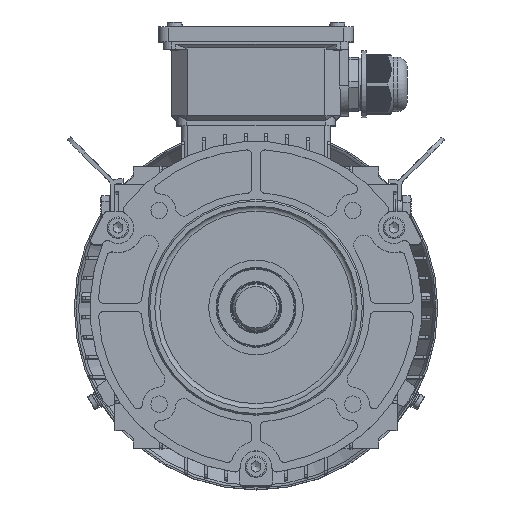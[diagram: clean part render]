
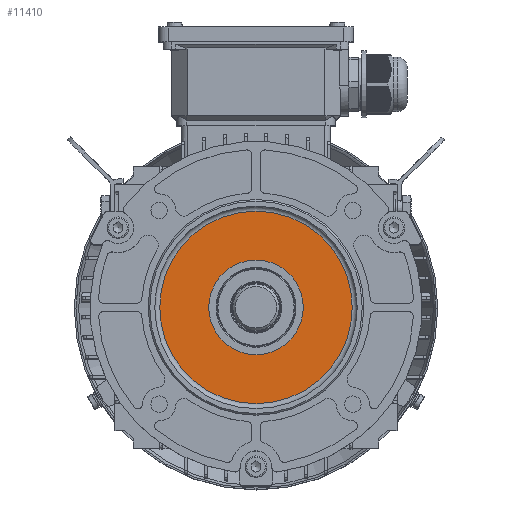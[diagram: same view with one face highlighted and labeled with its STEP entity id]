
A CAD part, top view. The second image highlights one B-rep face of the part: STEP entity #11410.
In plain terms, the highlighted planar face has unit normal (0, 0, 1).
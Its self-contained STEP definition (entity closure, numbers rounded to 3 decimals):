
#11410=ADVANCED_FACE('',(#20014,#20015),#14390,.F.);
#14390=PLANE('',#91071);
#18377=CIRCLE('',#91068,58.);
#18378=CIRCLE('',#91070,28.5);
#20014=FACE_BOUND('',#24233,.T.);
#20015=FACE_BOUND('',#24234,.T.);
#24233=EDGE_LOOP('',(#42655));
#24234=EDGE_LOOP('',(#42656));
#42655=ORIENTED_EDGE('',*,*,#67067,.F.);
#42656=ORIENTED_EDGE('',*,*,#67066,.T.);
#56080=VERTEX_POINT('',#141565);
#56081=VERTEX_POINT('',#141568);
#67066=EDGE_CURVE('',#56080,#56080,#18377,.T.);
#67067=EDGE_CURVE('',#56081,#56081,#18378,.T.);
#91068=AXIS2_PLACEMENT_3D('',#141564,#109678,#109679);
#91070=AXIS2_PLACEMENT_3D('',#141567,#109682,#109683);
#91071=AXIS2_PLACEMENT_3D('',#141569,#109684,#109685);
#109678=DIRECTION('',(0.,0.,1.));
#109679=DIRECTION('',(1.,0.,0.));
#109682=DIRECTION('',(0.,0.,1.));
#109683=DIRECTION('',(1.,0.,0.));
#109684=DIRECTION('',(0.,0.,-1.));
#109685=DIRECTION('',(-1.,0.,0.));
#141564=CARTESIAN_POINT('',(0.,0.,239.));
#141565=CARTESIAN_POINT('',(58.,0.,239.));
#141567=CARTESIAN_POINT('',(0.,0.,239.));
#141568=CARTESIAN_POINT('',(28.5,0.,239.));
#141569=CARTESIAN_POINT('',(0.,58.,239.));
